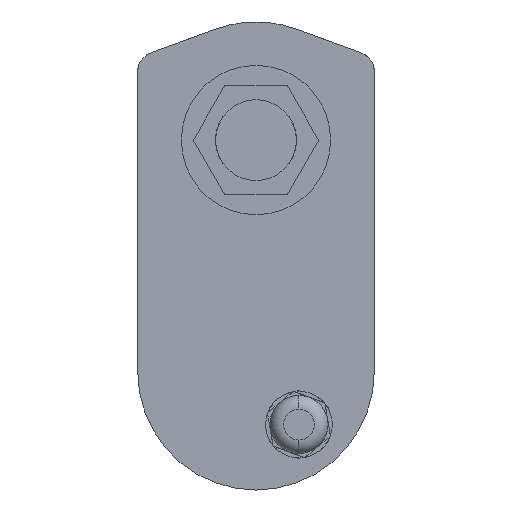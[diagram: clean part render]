
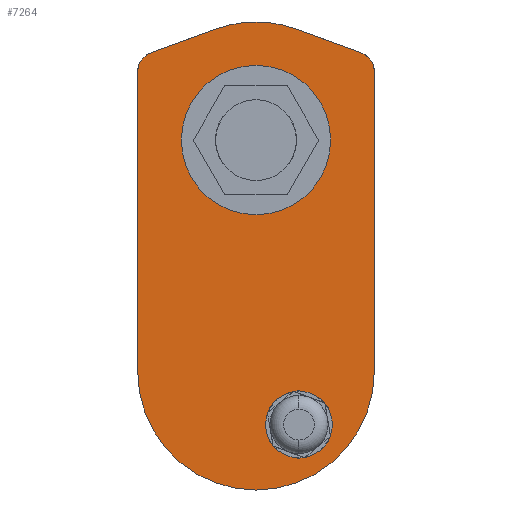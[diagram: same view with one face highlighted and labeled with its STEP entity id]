
A CAD part, front view. The second image highlights one B-rep face of the part: STEP entity #7264.
In plain terms, the highlighted planar face has unit normal (0, -1, 0).
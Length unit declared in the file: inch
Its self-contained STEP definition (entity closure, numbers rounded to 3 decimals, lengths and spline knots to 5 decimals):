
#32 = ORIENTED_EDGE ( 'NONE', *, *, #3884, .T. ) ;
#336 = VECTOR ( 'NONE', #4899, 39.37008 ) ;
#399 = CARTESIAN_POINT ( 'NONE',  ( 0.545, -4.8965, -3.17447 ) ) ;
#441 = DIRECTION ( 'NONE',  ( -0.866, 0., 0.5 ) ) ;
#462 = CARTESIAN_POINT ( 'NONE',  ( 0.92, -4.8965, -3.39098 ) ) ;
#475 = DIRECTION ( 'NONE',  ( 0., 0., -1. ) ) ;
#510 = DIRECTION ( 'NONE',  ( 0., -1., 0. ) ) ;
#529 = CARTESIAN_POINT ( 'NONE',  ( 0., -4.8965, 0. ) ) ;
#873 = CARTESIAN_POINT ( 'NONE',  ( 1.3287, -4.8965, 1.11 ) ) ;
#874 = AXIS2_PLACEMENT_3D ( 'NONE', #10756, #10626, #10670 ) ;
#956 = DIRECTION ( 'NONE',  ( 0., 0., -1. ) ) ;
#971 = DIRECTION ( 'NONE',  ( 0., -1., 0. ) ) ;
#989 = CARTESIAN_POINT ( 'NONE',  ( 0., -4.8965, -2.9375 ) ) ;
#1049 = LINE ( 'NONE', #4991, #336 ) ;
#1168 = VECTOR ( 'NONE', #1413, 39.37008 ) ;
#1313 = VERTEX_POINT ( 'NONE', #399 ) ;
#1413 = DIRECTION ( 'NONE',  ( 0., 0., 1. ) ) ;
#1418 = LINE ( 'NONE', #1945, #13423 ) ;
#1443 = VERTEX_POINT ( 'NONE', #12553 ) ;
#1574 = CIRCLE ( 'NONE', #4880, 1.4975 ) ;
#1613 = CARTESIAN_POINT ( 'NONE',  ( 1.5, -4.8965, -2.9375 ) ) ;
#1658 = EDGE_CURVE ( 'NONE', #1707, #12281, #9850, .T. ) ;
#1707 = VERTEX_POINT ( 'NONE', #4208 ) ;
#1804 = VECTOR ( 'NONE', #6151, 39.37008 ) ;
#1930 = DIRECTION ( 'NONE',  ( 0.866, 0., -0.5 ) ) ;
#1945 = CARTESIAN_POINT ( 'NONE',  ( 0.17, -4.8965, -3.82399 ) ) ;
#2070 = ORIENTED_EDGE ( 'NONE', *, *, #4607, .F. ) ;
#2099 = AXIS2_PLACEMENT_3D ( 'NONE', #5634, #5615, #5598 ) ;
#2164 = CARTESIAN_POINT ( 'NONE',  ( -1.5, -4.8965, 0.86535 ) ) ;
#2191 = VECTOR ( 'NONE', #13150, 39.37008 ) ;
#2203 = CIRCLE ( 'NONE', #2099, 0.94675 ) ;
#2334 = CARTESIAN_POINT ( 'NONE',  ( 0.92, -4.8965, -3.82399 ) ) ;
#2607 = CARTESIAN_POINT ( 'NONE',  ( -0.51218, -4.8965, 1.40719 ) ) ;
#2614 = DIRECTION ( 'NONE',  ( 0., 0., -1. ) ) ;
#2633 = DIRECTION ( 'NONE',  ( 0., -1., 0. ) ) ;
#2664 = DIRECTION ( 'NONE',  ( 0., 0., -1. ) ) ;
#2692 = CARTESIAN_POINT ( 'NONE',  ( -1.23965, -4.8965, 0.86535 ) ) ;
#2695 = CARTESIAN_POINT ( 'NONE',  ( -1.5, -4.8965, 0.86535 ) ) ;
#2724 = VERTEX_POINT ( 'NONE', #14588 ) ;
#2738 = PLANE ( 'NONE',  #9061 ) ;
#2968 = CARTESIAN_POINT ( 'NONE',  ( 0.17, -4.8965, -3.82399 ) ) ;
#2972 = EDGE_LOOP ( 'NONE', ( #14532, #5473 ) ) ;
#3203 = FACE_OUTER_BOUND ( 'NONE', #12130, .T. ) ;
#3306 = ORIENTED_EDGE ( 'NONE', *, *, #13889, .T. ) ;
#3805 = VECTOR ( 'NONE', #441, 39.37008 ) ;
#3884 = EDGE_CURVE ( 'NONE', #4848, #6471, #10304, .T. ) ;
#4012 = VERTEX_POINT ( 'NONE', #873 ) ;
#4208 = CARTESIAN_POINT ( 'NONE',  ( 0., -4.8965, -0.94675 ) ) ;
#4422 = CARTESIAN_POINT ( 'NONE',  ( 1.5, -4.8965, -2.9375 ) ) ;
#4583 = CARTESIAN_POINT ( 'NONE',  ( 0., -4.8965, 0.94675 ) ) ;
#4602 = EDGE_CURVE ( 'NONE', #1443, #12690, #7885, .T. ) ;
#4607 = EDGE_CURVE ( 'NONE', #12970, #8547, #13871, .T. ) ;
#4701 = ORIENTED_EDGE ( 'NONE', *, *, #7015, .T. ) ;
#4848 = VERTEX_POINT ( 'NONE', #4422 ) ;
#4880 = AXIS2_PLACEMENT_3D ( 'NONE', #6048, #6031, #6010 ) ;
#4899 = DIRECTION ( 'NONE',  ( 0.866, 0., 0.5 ) ) ;
#4991 = CARTESIAN_POINT ( 'NONE',  ( 0.545, -4.8965, -4.0405 ) ) ;
#5043 = ORIENTED_EDGE ( 'NONE', *, *, #8979, .F. ) ;
#5076 = EDGE_CURVE ( 'NONE', #13046, #8925, #5711, .T. ) ;
#5163 = CARTESIAN_POINT ( 'NONE',  ( -1.5, -4.8965, -2.9375 ) ) ;
#5447 = CARTESIAN_POINT ( 'NONE',  ( 1.5, -4.8965, 0.86535 ) ) ;
#5473 = ORIENTED_EDGE ( 'NONE', *, *, #1658, .F. ) ;
#5598 = DIRECTION ( 'NONE',  ( 0., 0., -1. ) ) ;
#5615 = DIRECTION ( 'NONE',  ( 0., -1., 0. ) ) ;
#5634 = CARTESIAN_POINT ( 'NONE',  ( 0., -4.8965, 0. ) ) ;
#5649 = ORIENTED_EDGE ( 'NONE', *, *, #5076, .T. ) ;
#5711 = LINE ( 'NONE', #2695, #14385 ) ;
#6010 = DIRECTION ( 'NONE',  ( 0., 0., -1. ) ) ;
#6011 = ORIENTED_EDGE ( 'NONE', *, *, #6198, .T. ) ;
#6031 = DIRECTION ( 'NONE',  ( 0., -1., 0. ) ) ;
#6048 = CARTESIAN_POINT ( 'NONE',  ( 0., -4.8965, 0. ) ) ;
#6094 = DIRECTION ( 'NONE',  ( 0., 0., 1. ) ) ;
#6151 = DIRECTION ( 'NONE',  ( 0., 0., -1. ) ) ;
#6169 = CARTESIAN_POINT ( 'NONE',  ( 0.92, -4.8965, -3.82399 ) ) ;
#6173 = AXIS2_PLACEMENT_3D ( 'NONE', #7369, #7337, #7317 ) ;
#6198 = EDGE_CURVE ( 'NONE', #6471, #4012, #12619, .T. ) ;
#6235 = CARTESIAN_POINT ( 'NONE',  ( 0.92, -4.8965, -3.39098 ) ) ;
#6343 = CARTESIAN_POINT ( 'NONE',  ( 0.17, -4.8965, -3.39098 ) ) ;
#6346 = ORIENTED_EDGE ( 'NONE', *, *, #12179, .T. ) ;
#6417 = EDGE_CURVE ( 'NONE', #12281, #1707, #2203, .T. ) ;
#6471 = VERTEX_POINT ( 'NONE', #5447 ) ;
#6489 = VECTOR ( 'NONE', #14423, 39.37008 ) ;
#6675 = CIRCLE ( 'NONE', #13040, 0.26035 ) ;
#6787 = EDGE_CURVE ( 'NONE', #8925, #4848, #8118, .T. ) ;
#6963 = VERTEX_POINT ( 'NONE', #13549 ) ;
#7015 = EDGE_CURVE ( 'NONE', #12879, #11331, #14607, .T. ) ;
#7223 = CIRCLE ( 'NONE', #11723, 1.4975 ) ;
#7264 = ADVANCED_FACE ( 'NONE', ( #12591, #3203, #12973 ), #2738, .T. ) ;
#7317 = DIRECTION ( 'NONE',  ( 0., 0., -1. ) ) ;
#7337 = DIRECTION ( 'NONE',  ( 0., -1., 0. ) ) ;
#7369 = CARTESIAN_POINT ( 'NONE',  ( 1.23965, -4.8965, 0.86535 ) ) ;
#7501 = VECTOR ( 'NONE', #6094, 39.37008 ) ;
#7636 = VERTEX_POINT ( 'NONE', #9463 ) ;
#7792 = ORIENTED_EDGE ( 'NONE', *, *, #13935, .F. ) ;
#7885 = LINE ( 'NONE', #6343, #1804 ) ;
#8118 = CIRCLE ( 'NONE', #11062, 1.5 ) ;
#8166 = ORIENTED_EDGE ( 'NONE', *, *, #13125, .F. ) ;
#8504 = ORIENTED_EDGE ( 'NONE', *, *, #11247, .F. ) ;
#8547 = VERTEX_POINT ( 'NONE', #6235 ) ;
#8696 = ORIENTED_EDGE ( 'NONE', *, *, #6787, .T. ) ;
#8767 = EDGE_LOOP ( 'NONE', ( #7792, #2070, #5043, #8166, #14495, #8504 ) ) ;
#8925 = VERTEX_POINT ( 'NONE', #5163 ) ;
#8979 = EDGE_CURVE ( 'NONE', #2724, #12970, #1049, .T. ) ;
#9061 = AXIS2_PLACEMENT_3D ( 'NONE', #2692, #2633, #2614 ) ;
#9463 = CARTESIAN_POINT ( 'NONE',  ( 0., -4.8965, 1.4975 ) ) ;
#9602 = LINE ( 'NONE', #14499, #6489 ) ;
#9850 = CIRCLE ( 'NONE', #874, 0.94675 ) ;
#9983 = LINE ( 'NONE', #462, #3805 ) ;
#10304 = LINE ( 'NONE', #1613, #1168 ) ;
#10626 = DIRECTION ( 'NONE',  ( 0., -1., 0. ) ) ;
#10670 = DIRECTION ( 'NONE',  ( 0., 0., -1. ) ) ;
#10684 = CARTESIAN_POINT ( 'NONE',  ( -1.3287, -4.8965, 1.11 ) ) ;
#10756 = CARTESIAN_POINT ( 'NONE',  ( 0., -4.8965, 0. ) ) ;
#10953 = DIRECTION ( 'NONE',  ( -0.866, 0., -0.5 ) ) ;
#11035 = CARTESIAN_POINT ( 'NONE',  ( 0.545, -4.8965, -3.17447 ) ) ;
#11062 = AXIS2_PLACEMENT_3D ( 'NONE', #989, #971, #956 ) ;
#11247 = EDGE_CURVE ( 'NONE', #1313, #1443, #15002, .T. ) ;
#11331 = VERTEX_POINT ( 'NONE', #10684 ) ;
#11497 = DIRECTION ( 'NONE',  ( 0., 0., -1. ) ) ;
#11517 = DIRECTION ( 'NONE',  ( 0., -1., 0. ) ) ;
#11540 = CARTESIAN_POINT ( 'NONE',  ( -1.23965, -4.8965, 0.86535 ) ) ;
#11558 = ORIENTED_EDGE ( 'NONE', *, *, #14903, .T. ) ;
#11723 = AXIS2_PLACEMENT_3D ( 'NONE', #529, #510, #475 ) ;
#11844 = VECTOR ( 'NONE', #10953, 39.37008 ) ;
#12130 = EDGE_LOOP ( 'NONE', ( #11558, #5649, #8696, #32, #6011, #12288, #3306, #6346, #4701 ) ) ;
#12179 = EDGE_CURVE ( 'NONE', #7636, #12879, #1574, .T. ) ;
#12281 = VERTEX_POINT ( 'NONE', #4583 ) ;
#12288 = ORIENTED_EDGE ( 'NONE', *, *, #14107, .T. ) ;
#12553 = CARTESIAN_POINT ( 'NONE',  ( 0.17, -4.8965, -3.39098 ) ) ;
#12591 = FACE_BOUND ( 'NONE', #2972, .T. ) ;
#12619 = CIRCLE ( 'NONE', #6173, 0.26035 ) ;
#12690 = VERTEX_POINT ( 'NONE', #2968 ) ;
#12879 = VERTEX_POINT ( 'NONE', #2607 ) ;
#12970 = VERTEX_POINT ( 'NONE', #2334 ) ;
#12973 = FACE_BOUND ( 'NONE', #8767, .T. ) ;
#13040 = AXIS2_PLACEMENT_3D ( 'NONE', #11540, #11517, #11497 ) ;
#13046 = VERTEX_POINT ( 'NONE', #2164 ) ;
#13125 = EDGE_CURVE ( 'NONE', #12690, #2724, #1418, .T. ) ;
#13150 = DIRECTION ( 'NONE',  ( -0.94, 0., -0.342 ) ) ;
#13221 = CARTESIAN_POINT ( 'NONE',  ( -0.51218, -4.8965, 1.40719 ) ) ;
#13423 = VECTOR ( 'NONE', #1930, 39.37008 ) ;
#13549 = CARTESIAN_POINT ( 'NONE',  ( 0.51218, -4.8965, 1.40719 ) ) ;
#13871 = LINE ( 'NONE', #6169, #7501 ) ;
#13889 = EDGE_CURVE ( 'NONE', #6963, #7636, #7223, .T. ) ;
#13935 = EDGE_CURVE ( 'NONE', #8547, #1313, #9983, .T. ) ;
#14107 = EDGE_CURVE ( 'NONE', #4012, #6963, #9602, .T. ) ;
#14385 = VECTOR ( 'NONE', #2664, 39.37008 ) ;
#14423 = DIRECTION ( 'NONE',  ( -0.94, 0., 0.342 ) ) ;
#14495 = ORIENTED_EDGE ( 'NONE', *, *, #4602, .F. ) ;
#14499 = CARTESIAN_POINT ( 'NONE',  ( 1.3287, -4.8965, 1.11 ) ) ;
#14532 = ORIENTED_EDGE ( 'NONE', *, *, #6417, .F. ) ;
#14588 = CARTESIAN_POINT ( 'NONE',  ( 0.545, -4.8965, -4.0405 ) ) ;
#14607 = LINE ( 'NONE', #13221, #2191 ) ;
#14903 = EDGE_CURVE ( 'NONE', #11331, #13046, #6675, .T. ) ;
#15002 = LINE ( 'NONE', #11035, #11844 ) ;
